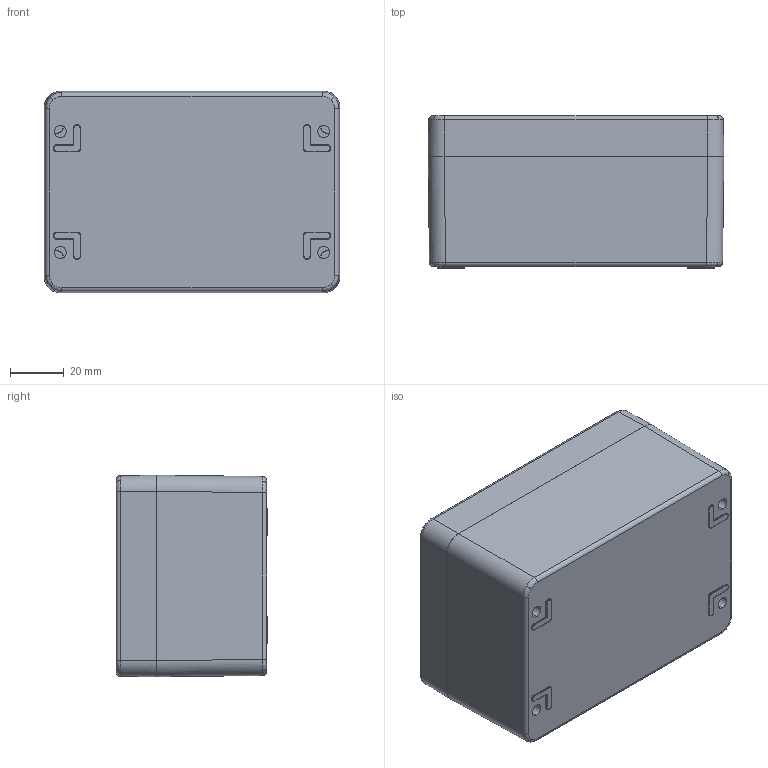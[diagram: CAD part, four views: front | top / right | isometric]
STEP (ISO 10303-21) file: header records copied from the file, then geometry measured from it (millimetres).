
FILE_DESCRIPTION (( 'STEP AP214' ), '1' );
FILE_NAME ('02081106.STEP', '2008-12-18T13:07:14', ( ' ' ), ( '' ), 'SwSTEP 2.0', 'SolidWorks 2008', '' );
FILE_SCHEMA (( 'AUTOMOTIVE_DESIGN' ));
Length unit declared in the file: millimetre
Products named in the file (9): 02081106; 93133_Standard; 86223_Standard; 86221_Standard; 86220_Standard; 21232-Unterteil_Standard; 21232-Deckel_Standard; 82009_Standard
Assembly tree (18 placements, depth 3):
  02081106
    93133_Standard  x4
    21232-Deckel_Standard
    21232-Unterteil_Standard
      86220_Standard  x4
      86221_Standard  x2
      86223_Standard  x4
      21232-Unterteil_Standard
    82009_Standard
Bounding box: 110 x 56.5 x 75 mm (x, y, z)
Volume: 177024.2 mm3; surface area: 79013.5 mm2
Topology: 17 solids, 17 shells, 1051 faces, 2512 edges, 1508 vertices
Faces by surface type: plane 323, cone 232, cylinder 218, bspline 170, torus 100, sphere 8
Entity records: 25223 total; most frequent: CARTESIAN_POINT 9332, ORIENTED_EDGE 3460, DIRECTION 3138, EDGE_CURVE 1730, AXIS2_PLACEMENT_3D 1267, VERTEX_POINT 1043, EDGE_LOOP 789, FACE_OUTER_BOUND 737
